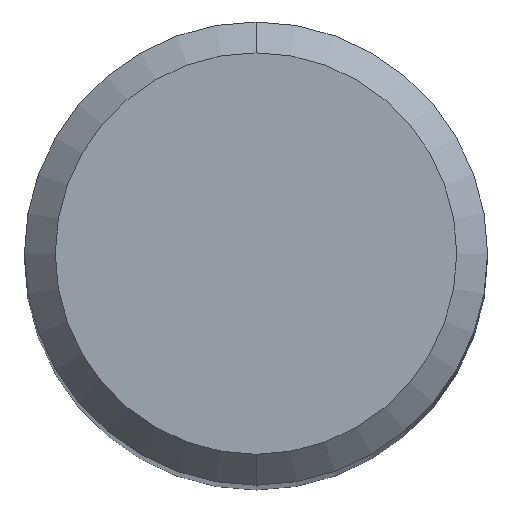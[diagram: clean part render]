
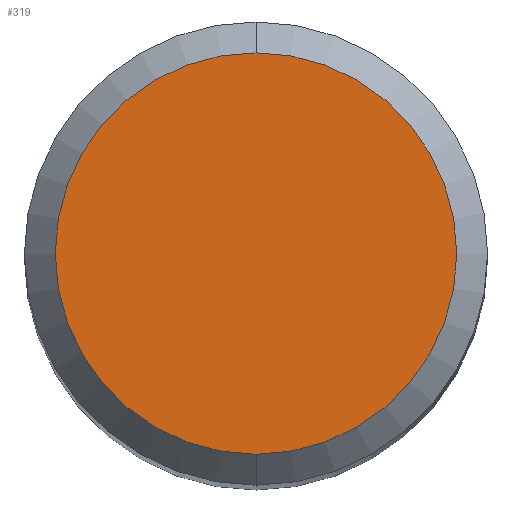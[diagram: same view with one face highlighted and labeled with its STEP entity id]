
A CAD part, top view. The second image highlights one B-rep face of the part: STEP entity #319.
In plain terms, the highlighted planar face has unit normal (0, 0, 1).
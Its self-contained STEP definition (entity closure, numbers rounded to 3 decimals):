
#277=VERTEX_POINT('',#594);
#319=ADVANCED_FACE('',(#640),#641,.T.);
#349=EDGE_CURVE('',#353,#277,#676,.T.);
#353=VERTEX_POINT('',#681);
#417=EDGE_CURVE('',#277,#353,#752,.T.);
#594=CARTESIAN_POINT('',(0.,-2.6,0.0));
#640=FACE_OUTER_BOUND('',#1136,.T.);
#641=PLANE('',#1137);
#676=CIRCLE('',#1227,2.6);
#681=CARTESIAN_POINT('',(0.0,2.6,0.0));
#752=CIRCLE('',#1354,2.6);
#1136=EDGE_LOOP('',(#1634,#1635));
#1137=AXIS2_PLACEMENT_3D('',#1636,#1637,#1638);
#1227=AXIS2_PLACEMENT_3D('',#1688,#1689,#1690);
#1354=AXIS2_PLACEMENT_3D('',#1769,#1770,#1771);
#1634=ORIENTED_EDGE('',*,*,#349,.F.);
#1635=ORIENTED_EDGE('',*,*,#417,.F.);
#1636=CARTESIAN_POINT('',(0.0,1.3,0.0));
#1637=DIRECTION('',(-0.0,0.0,1.0));
#1638=DIRECTION('',(0.0,-1.0,0.0));
#1688=CARTESIAN_POINT('',(0.0,0.0,0.0));
#1689=DIRECTION('',(0.0,0.0,-1.0));
#1690=DIRECTION('',(0.0,1.0,0.0));
#1769=CARTESIAN_POINT('',(0.0,0.0,0.0));
#1770=DIRECTION('',(0.0,0.0,-1.0));
#1771=DIRECTION('',(0.0,1.0,0.0));
